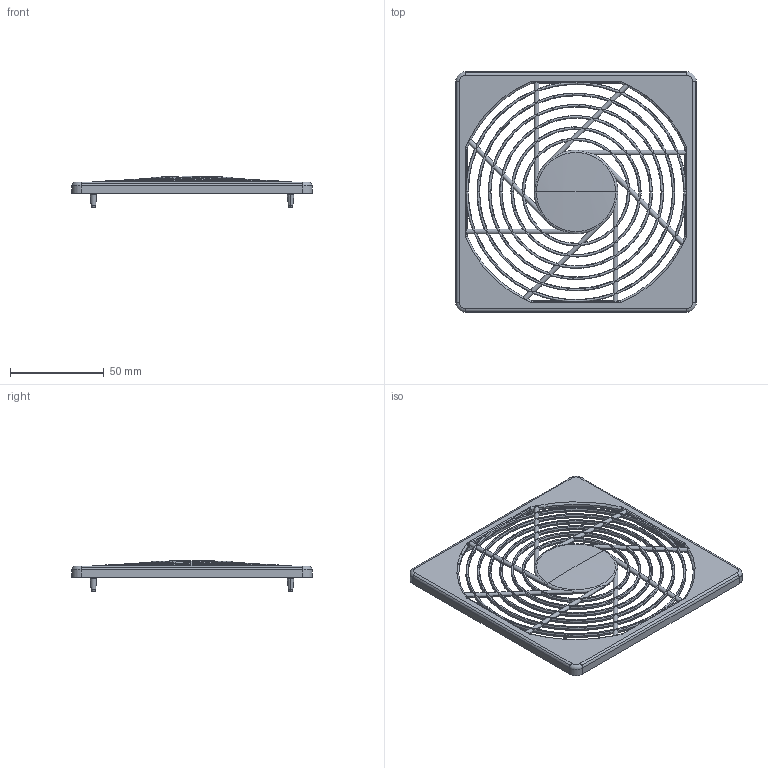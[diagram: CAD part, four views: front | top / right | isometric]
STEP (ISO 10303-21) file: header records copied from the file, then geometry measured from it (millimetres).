
FILE_DESCRIPTION((''),'2;1');
FILE_NAME('SG-119-02.stp','2005-07-05T15:11:18',(''),(''),'Mechanical Desktop.R8.0.24.0','Mechanical Desktop.R8.0.24.0',', , ');
FILE_SCHEMA(('CONFIG_CONTROL_DESIGN'));
Length unit declared in the file: millimetre
Products named in the file (2): SG-119-02A; SG-119-02
Assembly tree (1 placements, depth 2):
  SG-119-02A
    SG-119-02
Bounding box: 128 x 128 x 16.6 mm (x, y, z)
Volume: 27372 mm3; surface area: 32804.5 mm2
Topology: 1 solids, 1 shells, 1231 faces, 3760 edges, 2447 vertices
Faces by surface type: bspline 541, torus 366, cylinder 164, plane 142, cone 16, sphere 2
Entity records: 53694 total; most frequent: CARTESIAN_POINT 24789, ORIENTED_EDGE 7512, DIRECTION 3883, EDGE_CURVE 3756, VERTEX_POINT 2447, B_SPLINE_CURVE_WITH_KNOTS 1992, AXIS2_PLACEMENT_3D 1427, EDGE_LOOP 1271
